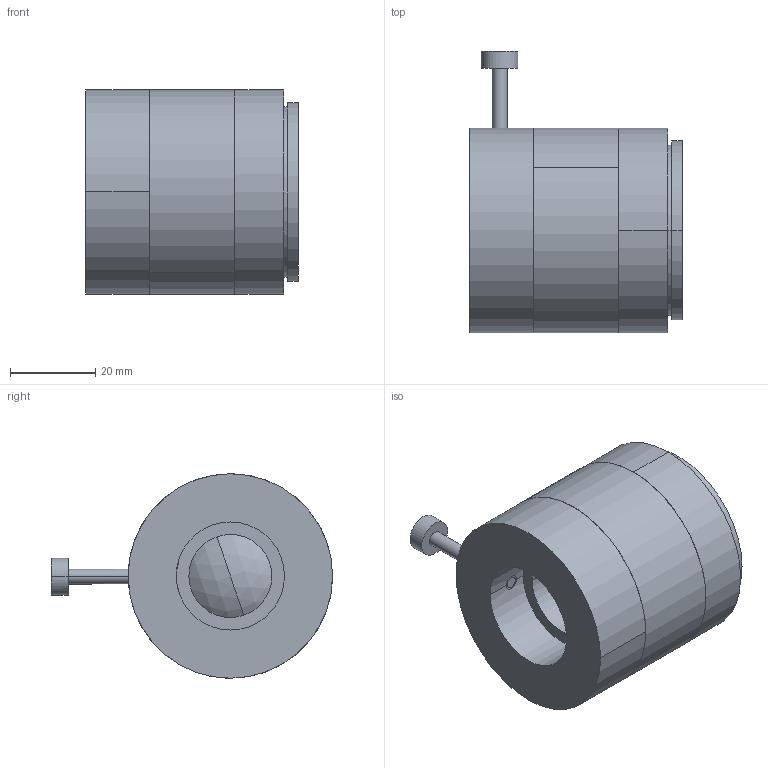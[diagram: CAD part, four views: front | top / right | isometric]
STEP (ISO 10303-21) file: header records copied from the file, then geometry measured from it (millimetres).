
FILE_DESCRIPTION (( 'STEP AP203' ), '1' );
FILE_NAME ('53044.step', '2012-07-12T22:44:10', ( 'EO' ), ( 'EO' ), 'SwSTEP 2.0', 'SolidWorks 2011', '' );
FILE_SCHEMA (( 'CONFIG_CONTROL_DESIGN' ));
Length unit declared in the file: millimetre
Products named in the file (1): 53044
Bounding box: 49.96 x 66.03 x 48.01 mm (x, y, z)
Volume: 51460.5 mm3; surface area: 25185.7 mm2
Topology: 6 solids, 6 shells, 87 faces, 186 edges, 123 vertices
Faces by surface type: cylinder 52, plane 33, sphere 2
Entity records: 2577 total; most frequent: CARTESIAN_POINT 487, DIRECTION 470, ORIENTED_EDGE 372, AXIS2_PLACEMENT_3D 200, EDGE_CURVE 186, VERTEX_POINT 123, CIRCLE 112, EDGE_LOOP 109
